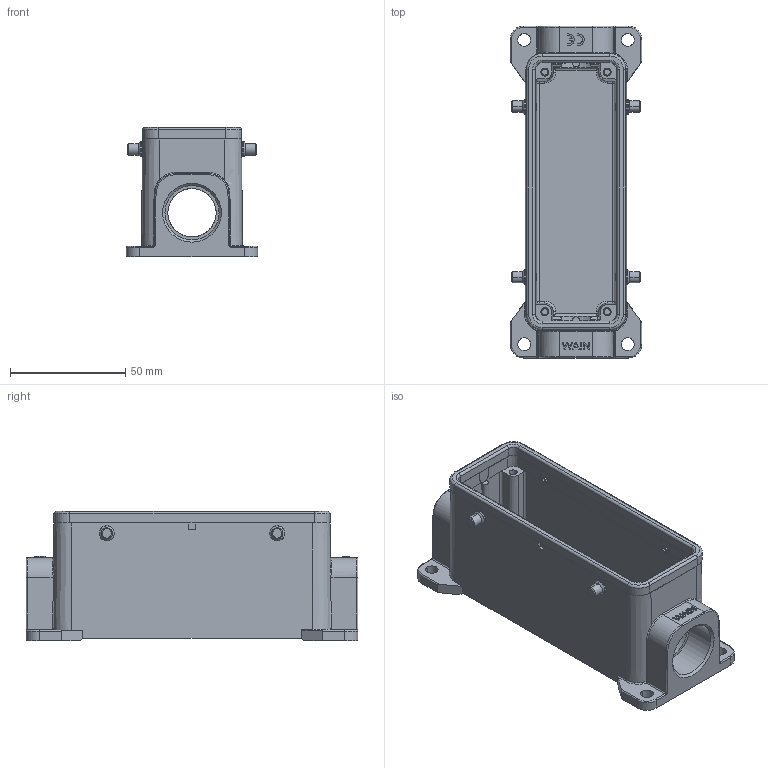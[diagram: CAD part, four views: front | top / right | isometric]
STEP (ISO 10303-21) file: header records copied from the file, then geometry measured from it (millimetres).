
FILE_DESCRIPTION(/* description */ (''),/* implementation_level */ '2;1');
FILE_NAME(/* name */ 'H24B-SF-4B-2M25.stp',/* time_stamp */ '2023-08-31T13:48:11+08:00',/* author */ (''),/* organization */ (''),/* preprocessor_version */ 'ST-DEVELOPER v18.1',/* originating_system */ 'SIEMENS PLM Software NX 1980',/* authorisation */ '');
FILE_SCHEMA (('AUTOMOTIVE_DESIGN { 1 0 10303 214 3 1 1 1 }'));
Length unit declared in the file: millimetre
Products named in the file (1): 13844B44AEF68p5j
Bounding box: 57 x 144 x 56 mm (x, y, z)
Volume: 106970.1 mm3; surface area: 54339 mm2
Topology: 6 solids, 6 shells, 489 faces, 1248 edges, 783 vertices
Faces by surface type: plane 210, cylinder 181, torus 48, cone 38, sphere 8, bspline 4
Full cylindrical faces by diameter (mm): 3 x4, 21 x2, 23.5 x2
Entity records: 15238 total; most frequent: CARTESIAN_POINT 3524, ORIENTED_EDGE 2426, DIRECTION 2416, EDGE_CURVE 1213, AXIS2_PLACEMENT_3D 887, VERTEX_POINT 775, LINE 642, VECTOR 642
